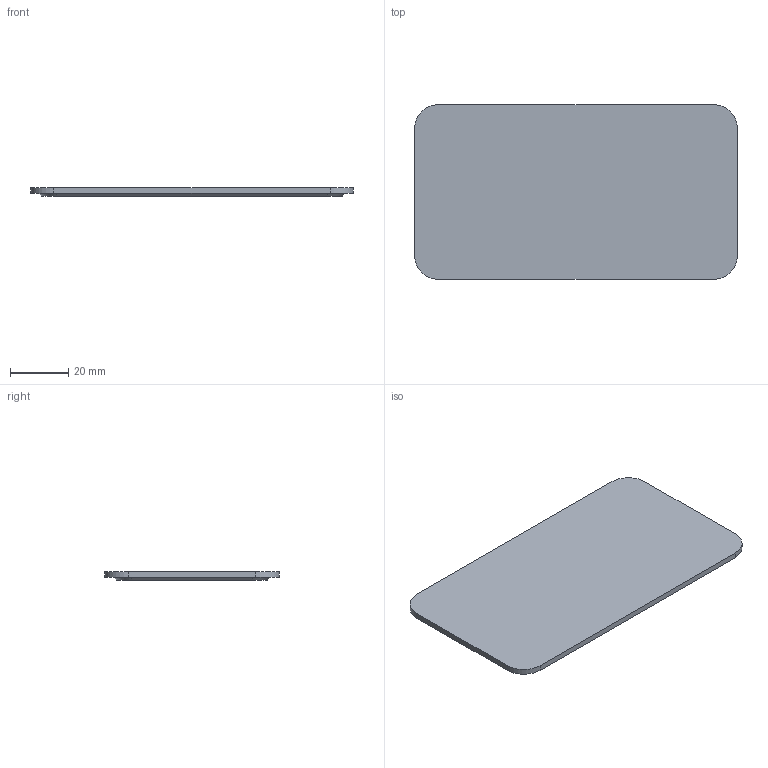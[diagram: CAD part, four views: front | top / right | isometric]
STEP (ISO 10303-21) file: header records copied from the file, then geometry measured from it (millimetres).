
FILE_DESCRIPTION (( 'STEP AP203' ), '1' );
FILE_NAME ('M347102.STEP', '2020-12-16T12:22:49', ( '' ), ( '' ), 'SwSTEP 2.0', 'SolidWorks 2020', '' );
FILE_SCHEMA (( 'CONFIG_CONTROL_DESIGN' ));
Length unit declared in the file: millimetre
Products named in the file (1): M347102
Bounding box: 111 x 60 x 3 mm (x, y, z)
Volume: 18155.5 mm3; surface area: 14625.9 mm2
Topology: 1 solids, 1 shells, 158 faces, 420 edges, 280 vertices
Faces by surface type: plane 97, cylinder 41, bspline 16, cone 4
Entity records: 5775 total; most frequent: CARTESIAN_POINT 1775, ORIENTED_EDGE 840, DIRECTION 764, EDGE_CURVE 420, VECTOR 298, LINE 298, VERTEX_POINT 280, AXIS2_PLACEMENT_3D 233
